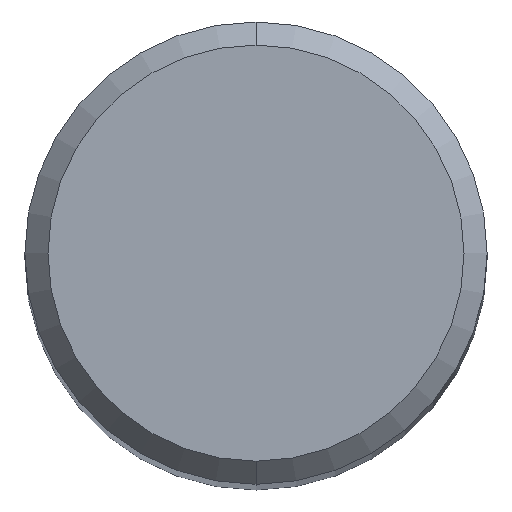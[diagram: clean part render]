
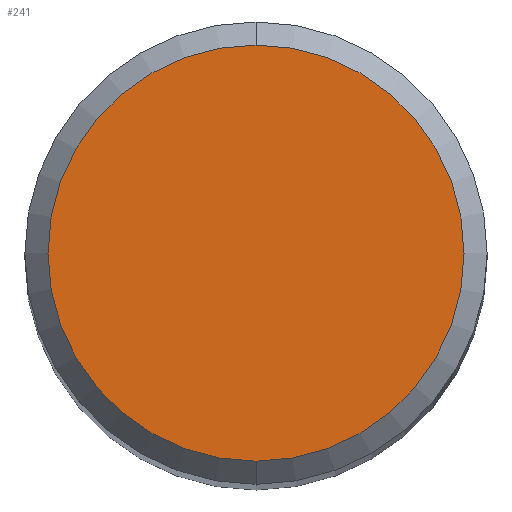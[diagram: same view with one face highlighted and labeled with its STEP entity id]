
A CAD part, top view. The second image highlights one B-rep face of the part: STEP entity #241.
In plain terms, the highlighted planar face has unit normal (0, 0, 1).
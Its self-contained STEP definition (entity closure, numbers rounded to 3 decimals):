
#191=EDGE_CURVE('',#429,#321,#483,.T.);
#193=EDGE_CURVE('',#321,#429,#485,.T.);
#241=ADVANCED_FACE('',(#537),#538,.T.);
#321=VERTEX_POINT('',#625);
#429=VERTEX_POINT('',#747);
#483=CIRCLE('',#814,3.6);
#485=CIRCLE('',#817,3.6);
#537=FACE_OUTER_BOUND('',#985,.T.);
#538=PLANE('',#986);
#625=CARTESIAN_POINT('',(0.,-3.6,55.567));
#747=CARTESIAN_POINT('',(0.0,3.6,55.567));
#814=AXIS2_PLACEMENT_3D('',#1427,#1428,#1429);
#817=AXIS2_PLACEMENT_3D('',#1430,#1431,#1432);
#985=EDGE_LOOP('',(#1487,#1488));
#986=AXIS2_PLACEMENT_3D('',#1489,#1490,#1491);
#1427=CARTESIAN_POINT('',(0.0,0.0,55.567));
#1428=DIRECTION('',(0.0,0.0,-1.0));
#1429=DIRECTION('',(0.0,1.0,0.0));
#1430=CARTESIAN_POINT('',(0.0,0.0,55.567));
#1431=DIRECTION('',(0.0,0.0,-1.0));
#1432=DIRECTION('',(0.0,1.0,0.0));
#1487=ORIENTED_EDGE('',*,*,#191,.F.);
#1488=ORIENTED_EDGE('',*,*,#193,.F.);
#1489=CARTESIAN_POINT('',(0.0,1.8,55.567));
#1490=DIRECTION('',(-0.0,0.0,1.0));
#1491=DIRECTION('',(0.0,-1.0,0.0));
